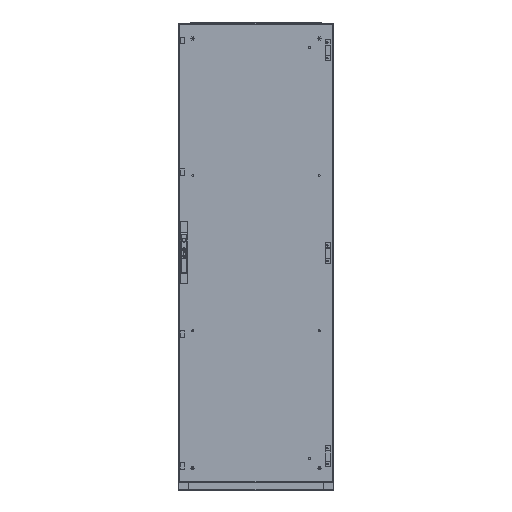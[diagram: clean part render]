
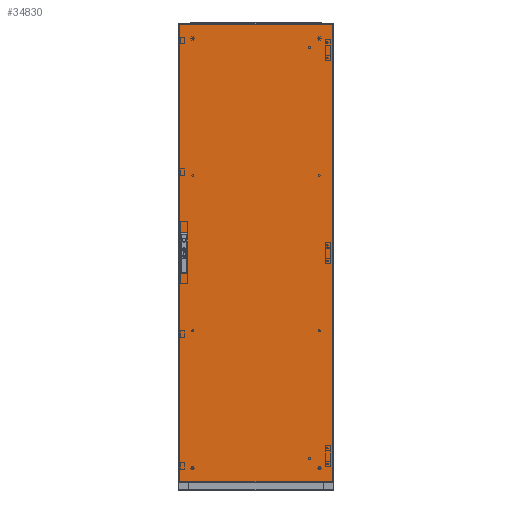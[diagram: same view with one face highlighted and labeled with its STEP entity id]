
A CAD part, top view. The second image highlights one B-rep face of the part: STEP entity #34830.
In plain terms, the highlighted planar face has unit normal (0, 0, 1).
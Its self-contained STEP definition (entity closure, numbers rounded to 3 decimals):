
#653 = DIRECTION ( 'NONE',  ( 1., 0., 0. ) ) ;
#1100 = FACE_BOUND ( 'NONE', #2567, .T. ) ;
#1663 = EDGE_CURVE ( 'NONE', #89777, #41228, #59847, .T. ) ;
#2181 = LINE ( 'NONE', #59918, #43595 ) ;
#2567 = EDGE_LOOP ( 'NONE', ( #15439, #99810, #17250, #50262 ) ) ;
#3908 = DIRECTION ( 'NONE',  ( 1., 0., 0. ) ) ;
#6078 = CARTESIAN_POINT ( 'NONE',  ( -297., -883.5, 0. ) ) ;
#6083 = CARTESIAN_POINT ( 'NONE',  ( -297., 883.5, 0. ) ) ;
#8533 = CARTESIAN_POINT ( 'NONE',  ( -293.4, 0., 0. ) ) ;
#9696 = CARTESIAN_POINT ( 'NONE',  ( -263., 78.5, 0. ) ) ;
#10384 = DIRECTION ( 'NONE',  ( 0., -1., 0. ) ) ;
#10922 = EDGE_CURVE ( 'NONE', #41228, #67280, #84969, .T. ) ;
#11235 = CARTESIAN_POINT ( 'NONE',  ( 297., -883.5, 0. ) ) ;
#13774 = VERTEX_POINT ( 'NONE', #34300 ) ;
#15120 = AXIS2_PLACEMENT_3D ( 'NONE', #94495, #77629, #3908 ) ;
#15439 = ORIENTED_EDGE ( 'NONE', *, *, #20969, .T. ) ;
#17250 = ORIENTED_EDGE ( 'NONE', *, *, #10922, .F. ) ;
#18374 = EDGE_CURVE ( 'NONE', #42259, #73721, #46209, .T. ) ;
#20634 = LINE ( 'NONE', #39053, #105861 ) ;
#20969 = EDGE_CURVE ( 'NONE', #89777, #96863, #22705, .T. ) ;
#22705 = LINE ( 'NONE', #73468, #42106 ) ;
#30694 = CARTESIAN_POINT ( 'NONE',  ( -263., -78.5, 0. ) ) ;
#31962 = DIRECTION ( 'NONE',  ( 1., 0., 0. ) ) ;
#32277 = ORIENTED_EDGE ( 'NONE', *, *, #103891, .T. ) ;
#32443 = CARTESIAN_POINT ( 'NONE',  ( -293.4, 78.5, 0. ) ) ;
#33856 = VECTOR ( 'NONE', #80519, 1000. ) ;
#34300 = CARTESIAN_POINT ( 'NONE',  ( -297., 883.5, 0. ) ) ;
#34830 = ADVANCED_FACE ( 'NONE', ( #1100, #86405 ), #53454, .T. ) ;
#39053 = CARTESIAN_POINT ( 'NONE',  ( -297., 883.5, 0. ) ) ;
#39320 = DIRECTION ( 'NONE',  ( 1., 0., 0. ) ) ;
#40764 = CARTESIAN_POINT ( 'NONE',  ( -297., -883.5, 0. ) ) ;
#41228 = VERTEX_POINT ( 'NONE', #42275 ) ;
#42106 = VECTOR ( 'NONE', #31962, 1000. ) ;
#42259 = VERTEX_POINT ( 'NONE', #40764 ) ;
#42275 = CARTESIAN_POINT ( 'NONE',  ( -293.4, -78.5, 0. ) ) ;
#43035 = LINE ( 'NONE', #45250, #70091 ) ;
#43595 = VECTOR ( 'NONE', #10384, 1000. ) ;
#43611 = VECTOR ( 'NONE', #39320, 1000. ) ;
#43695 = VECTOR ( 'NONE', #653, 1000. ) ;
#45250 = CARTESIAN_POINT ( 'NONE',  ( 297., 883.5, 0. ) ) ;
#46209 = LINE ( 'NONE', #6078, #43611 ) ;
#50262 = ORIENTED_EDGE ( 'NONE', *, *, #1663, .F. ) ;
#53454 = PLANE ( 'NONE',  #15120 ) ;
#54352 = VERTEX_POINT ( 'NONE', #104644 ) ;
#58479 = CARTESIAN_POINT ( 'NONE',  ( -293.4, -78.5, 0. ) ) ;
#59847 = LINE ( 'NONE', #8533, #101116 ) ;
#59918 = CARTESIAN_POINT ( 'NONE',  ( -263., 0., 0. ) ) ;
#61017 = EDGE_CURVE ( 'NONE', #73721, #54352, #43035, .T. ) ;
#63597 = LINE ( 'NONE', #6083, #33856 ) ;
#67280 = VERTEX_POINT ( 'NONE', #30694 ) ;
#70007 = ORIENTED_EDGE ( 'NONE', *, *, #101240, .T. ) ;
#70091 = VECTOR ( 'NONE', #78388, 1000. ) ;
#73468 = CARTESIAN_POINT ( 'NONE',  ( -293.4, 78.5, 0. ) ) ;
#73721 = VERTEX_POINT ( 'NONE', #11235 ) ;
#76845 = EDGE_LOOP ( 'NONE', ( #90652, #70007, #32277, #84151 ) ) ;
#77629 = DIRECTION ( 'NONE',  ( 0., 0., 1. ) ) ;
#78388 = DIRECTION ( 'NONE',  ( 0., 1., 0. ) ) ;
#80519 = DIRECTION ( 'NONE',  ( 0., -1., 0. ) ) ;
#83687 = DIRECTION ( 'NONE',  ( 0., -1., 0. ) ) ;
#84151 = ORIENTED_EDGE ( 'NONE', *, *, #18374, .T. ) ;
#84969 = LINE ( 'NONE', #58479, #43695 ) ;
#86405 = FACE_OUTER_BOUND ( 'NONE', #76845, .T. ) ;
#87130 = EDGE_CURVE ( 'NONE', #96863, #67280, #2181, .T. ) ;
#88543 = DIRECTION ( 'NONE',  ( -1., 0., 0. ) ) ;
#89777 = VERTEX_POINT ( 'NONE', #32443 ) ;
#90652 = ORIENTED_EDGE ( 'NONE', *, *, #61017, .T. ) ;
#94495 = CARTESIAN_POINT ( 'NONE',  ( 0., 0., 0. ) ) ;
#96863 = VERTEX_POINT ( 'NONE', #9696 ) ;
#99810 = ORIENTED_EDGE ( 'NONE', *, *, #87130, .T. ) ;
#101116 = VECTOR ( 'NONE', #83687, 1000. ) ;
#101240 = EDGE_CURVE ( 'NONE', #54352, #13774, #20634, .T. ) ;
#103891 = EDGE_CURVE ( 'NONE', #13774, #42259, #63597, .T. ) ;
#104644 = CARTESIAN_POINT ( 'NONE',  ( 297., 883.5, 0. ) ) ;
#105861 = VECTOR ( 'NONE', #88543, 1000. ) ;
